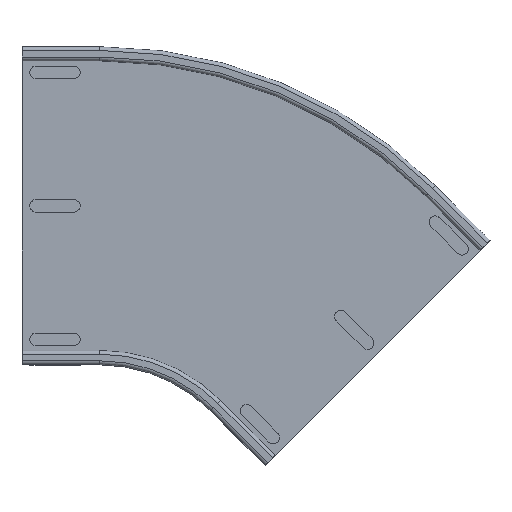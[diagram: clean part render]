
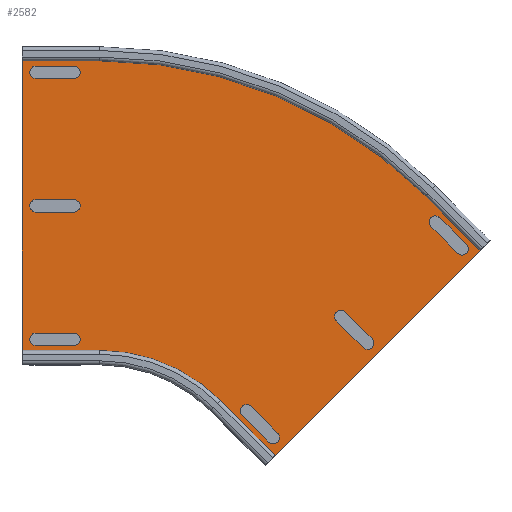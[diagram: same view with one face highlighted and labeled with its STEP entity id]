
A CAD part, top view. The second image highlights one B-rep face of the part: STEP entity #2582.
In plain terms, the highlighted planar face has unit normal (0, 0, 1).
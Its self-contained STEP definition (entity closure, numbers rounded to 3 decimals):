
#198=FACE_OUTER_BOUND('',#348,.T.);
#348=EDGE_LOOP('',(#2055,#2056,#2057,#2058,#2059,#2060,#2061,#2062));
#535=CIRCLE('',#2894,102.9);
#536=CIRCLE('',#2895,299.498);
#693=LINE('',#4274,#905);
#731=LINE('',#4397,#943);
#733=LINE('',#4403,#945);
#761=LINE('',#4484,#973);
#762=LINE('',#4486,#974);
#763=LINE('',#4488,#975);
#905=VECTOR('',#3330,1.);
#943=VECTOR('',#3454,1.);
#945=VECTOR('',#3460,1.);
#973=VECTOR('',#3550,1.);
#974=VECTOR('',#3551,1.);
#975=VECTOR('',#3552,1.);
#1185=VERTEX_POINT('',#4271);
#1186=VERTEX_POINT('',#4273);
#1228=VERTEX_POINT('',#4395);
#1229=VERTEX_POINT('',#4399);
#1251=VERTEX_POINT('',#4481);
#1252=VERTEX_POINT('',#4483);
#1253=VERTEX_POINT('',#4485);
#1254=VERTEX_POINT('',#4487);
#1473=EDGE_CURVE('',#1185,#1186,#693,.T.);
#1535=EDGE_CURVE('',#1228,#1185,#731,.T.);
#1538=EDGE_CURVE('',#1229,#1186,#733,.T.);
#1577=EDGE_CURVE('',#1228,#1251,#535,.T.);
#1578=EDGE_CURVE('',#1252,#1251,#761,.T.);
#1579=EDGE_CURVE('',#1253,#1252,#762,.T.);
#1580=EDGE_CURVE('',#1253,#1254,#763,.T.);
#1581=EDGE_CURVE('',#1229,#1254,#536,.T.);
#2055=ORIENTED_EDGE('',*,*,#1577,.T.);
#2056=ORIENTED_EDGE('',*,*,#1578,.F.);
#2057=ORIENTED_EDGE('',*,*,#1579,.F.);
#2058=ORIENTED_EDGE('',*,*,#1580,.T.);
#2059=ORIENTED_EDGE('',*,*,#1581,.F.);
#2060=ORIENTED_EDGE('',*,*,#1538,.T.);
#2061=ORIENTED_EDGE('',*,*,#1473,.F.);
#2062=ORIENTED_EDGE('',*,*,#1535,.F.);
#2494=PLANE('',#2893);
#2582=ADVANCED_FACE('',(#198),#2494,.T.);
#2893=AXIS2_PLACEMENT_3D('',#4480,#3546,#3547);
#2894=AXIS2_PLACEMENT_3D('',#4482,#3548,#3549);
#2895=AXIS2_PLACEMENT_3D('',#4489,#3553,#3554);
#3330=DIRECTION('',(0.,1.,0.));
#3454=DIRECTION('',(-1.,0.,0.));
#3460=DIRECTION('',(-1.,0.,0.));
#3546=DIRECTION('center_axis',(0.,0.,
1.));
#3547=DIRECTION('ref_axis',(-0.707,0.707,0.));
#3548=DIRECTION('center_axis',(0.,0.,-1.));
#3549=DIRECTION('ref_axis',(-0.707,0.707,0.));
#3550=DIRECTION('',(-0.707,0.707,0.));
#3551=DIRECTION('',(-0.707,-0.707,0.));
#3552=DIRECTION('',(-0.707,0.707,0.));
#3553=DIRECTION('center_axis',(0.,0.,-1.));
#3554=DIRECTION('ref_axis',(-0.707,0.707,0.));
#4271=CARTESIAN_POINT('',(17.838,20.624,0.9));
#4273=CARTESIAN_POINT('',(17.838,217.222,0.9));
#4274=CARTESIAN_POINT('',(17.838,20.624,0.9));
#4395=CARTESIAN_POINT('',(67.138,20.624,0.9));
#4397=CARTESIAN_POINT('',(67.138,20.624,0.9));
#4399=CARTESIAN_POINT('',(67.138,217.222,0.9));
#4403=CARTESIAN_POINT('',(67.138,217.222,0.9));
#4480=CARTESIAN_POINT('Origin',(-5.623,-9.514,0.9));
#4481=CARTESIAN_POINT('',(139.9,-9.514,0.9));
#4482=CARTESIAN_POINT('Origin',(67.138,-82.276,0.9));
#4483=CARTESIAN_POINT('',(174.76,-44.375,0.9));
#4484=CARTESIAN_POINT('',(174.76,-44.375,0.9));
#4485=CARTESIAN_POINT('',(313.776,94.641,0.9));
#4486=CARTESIAN_POINT('',(279.623,60.488,0.9));
#4487=CARTESIAN_POINT('',(278.915,129.501,0.9));
#4488=CARTESIAN_POINT('',(313.776,94.641,0.9));
#4489=CARTESIAN_POINT('Origin',(67.138,-82.276,0.9));
